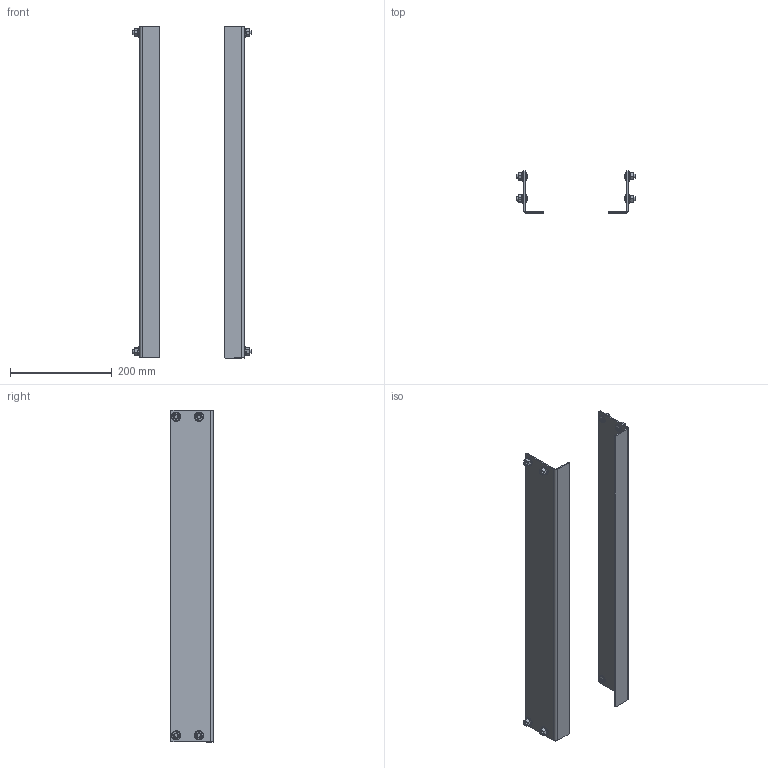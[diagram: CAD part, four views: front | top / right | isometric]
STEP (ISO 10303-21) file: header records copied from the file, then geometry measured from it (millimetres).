
FILE_DESCRIPTION (( 'STEP AP203' ), '1' );
FILE_NAME ('RZGFITC1000.STEP', '2014-04-04T11:36:23', ( 'admin' ), ( '' ), 'SwSTEP 2.0', 'SolidWorks 2013', '' );
FILE_SCHEMA (( 'CONFIG_CONTROL_DESIGN' ));
Length unit declared in the file: millimetre
Products named in the file (4): AC00C655; A0200082_A0200082; A3300003_A3300003; RZGFITC1000
Assembly tree (18 placements, depth 2):
  RZGFITC1000
    AC00C655  x2
    A0200082_A0200082  x8
    A3300003_A3300003  x8
Bounding box: 232 x 82.5 x 651 mm (x, y, z)
Volume: 399537.1 mm3; surface area: 329107.2 mm2
Topology: 18 solids, 26 shells, 1012 faces, 2776 edges, 1816 vertices
Faces by surface type: plane 744, cone 120, cylinder 100, torus 48
Entity records: 5929 total; most frequent: CARTESIAN_POINT 1071, DIRECTION 875, ORIENTED_EDGE 844, EDGE_CURVE 422, AXIS2_PLACEMENT_3D 327, VERTEX_POINT 275, LINE 221, VECTOR 221
